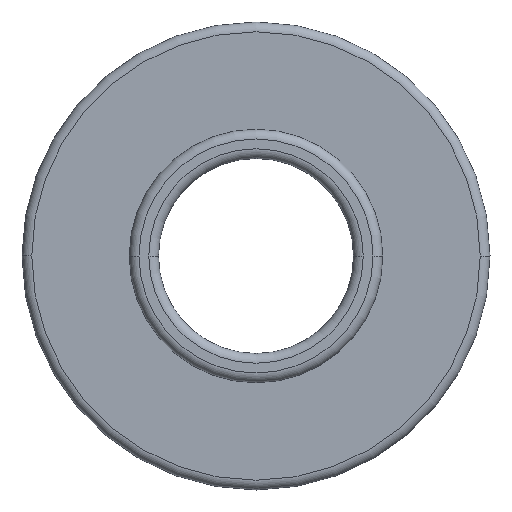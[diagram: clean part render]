
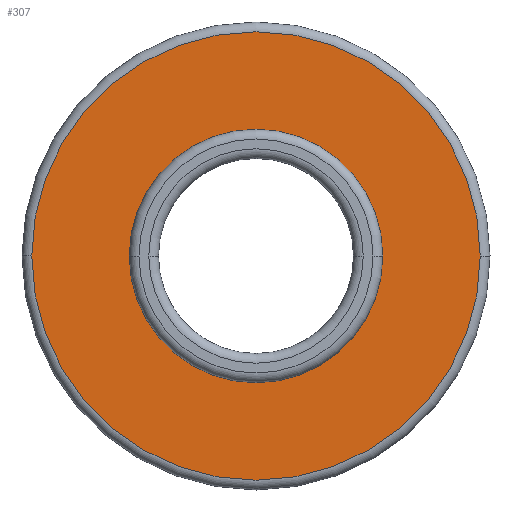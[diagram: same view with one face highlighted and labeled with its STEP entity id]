
A CAD part, front view. The second image highlights one B-rep face of the part: STEP entity #307.
In plain terms, the highlighted planar face has unit normal (0, -1, 0).
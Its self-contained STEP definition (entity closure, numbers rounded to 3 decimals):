
#60=CARTESIAN_POINT('Vertex',(6.5,-23.,0.)) ;
#65=CARTESIAN_POINT('Axis2P3D Location',(0.,-23.,0.)) ;
#69=CARTESIAN_POINT('Vertex',(-6.5,-23.,0.)) ;
#122=CARTESIAN_POINT('Axis2P3D Location',(0.,-23.,0.)) ;
#243=CARTESIAN_POINT('Vertex',(11.5,-23.,0.)) ;
#246=CARTESIAN_POINT('Axis2P3D Location',(0.,-23.,0.)) ;
#250=CARTESIAN_POINT('Vertex',(-11.5,-23.,0.)) ;
#277=CARTESIAN_POINT('Axis2P3D Location',(0.,-23.,0.)) ;
#294=CARTESIAN_POINT('Axis2P3D Location',(-5.,-23.,0.)) ;
#66=DIRECTION('Axis2P3D Direction',(0.,-1.,0.)) ;
#123=DIRECTION('Axis2P3D Direction',(0.,-1.,0.)) ;
#247=DIRECTION('Axis2P3D Direction',(-0.,1.,0.)) ;
#278=DIRECTION('Axis2P3D Direction',(0.,1.,0.)) ;
#295=DIRECTION('Axis2P3D Direction',(-0.,1.,0.)) ;
#296=DIRECTION('Axis2P3D XDirection',(1.,0.,0.)) ;
#67=AXIS2_PLACEMENT_3D('Circle Axis2P3D',#65,#66,$) ;
#124=AXIS2_PLACEMENT_3D('Circle Axis2P3D',#122,#123,$) ;
#248=AXIS2_PLACEMENT_3D('Circle Axis2P3D',#246,#247,$) ;
#279=AXIS2_PLACEMENT_3D('Circle Axis2P3D',#277,#278,$) ;
#297=AXIS2_PLACEMENT_3D('Plane Axis2P3D',#294,#295,#296) ;
#300=ORIENTED_EDGE('',*,*,#281,.F.) ;
#301=ORIENTED_EDGE('',*,*,#252,.F.) ;
#304=ORIENTED_EDGE('',*,*,#126,.F.) ;
#305=ORIENTED_EDGE('',*,*,#71,.F.) ;
#306=FACE_BOUND('',#303,.T.) ;
#307=ADVANCED_FACE('PartBody',(#302,#306),#298,.F.) ;
#68=CIRCLE('generated circle',#67,6.5) ;
#125=CIRCLE('generated circle',#124,6.5) ;
#249=CIRCLE('generated circle',#248,11.5) ;
#280=CIRCLE('generated circle',#279,11.5) ;
#71=EDGE_CURVE('',#61,#70,#68,.T.) ;
#126=EDGE_CURVE('',#70,#61,#125,.T.) ;
#252=EDGE_CURVE('',#244,#251,#249,.T.) ;
#281=EDGE_CURVE('',#251,#244,#280,.T.) ;
#299=EDGE_LOOP('',(#300,#301)) ;
#303=EDGE_LOOP('',(#304,#305)) ;
#302=FACE_OUTER_BOUND('',#299,.T.) ;
#298=PLANE('',#297) ;
#61=VERTEX_POINT('',#60) ;
#70=VERTEX_POINT('',#69) ;
#244=VERTEX_POINT('',#243) ;
#251=VERTEX_POINT('',#250) ;
